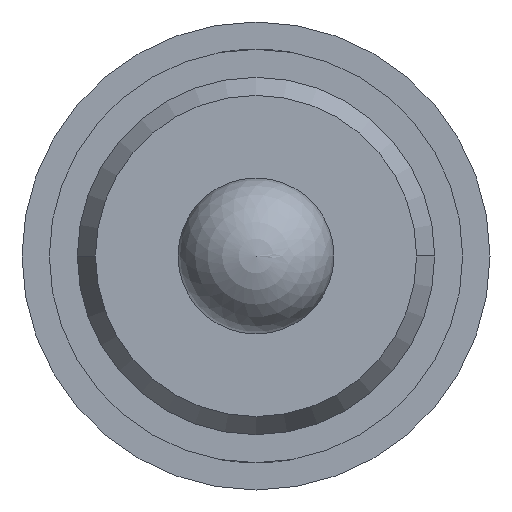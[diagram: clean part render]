
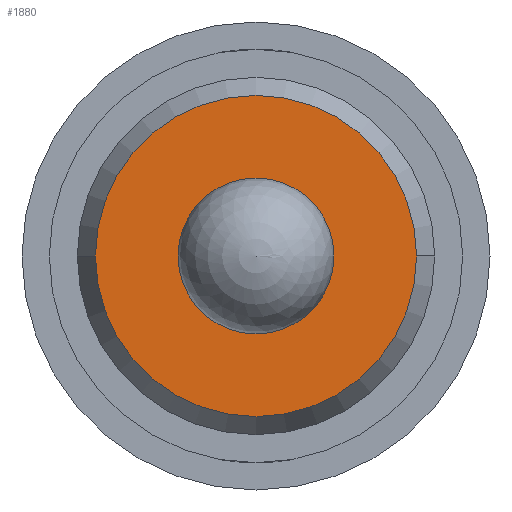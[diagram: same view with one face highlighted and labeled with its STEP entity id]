
A CAD part, front view. The second image highlights one B-rep face of the part: STEP entity #1880.
In plain terms, the highlighted planar face has unit normal (0, -1, 0).
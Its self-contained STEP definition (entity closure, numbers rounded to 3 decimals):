
#50 = EDGE_LOOP ( 'NONE', ( #4547, #1299 ) ) ;
#175 = CIRCLE ( 'NONE', #3725, 0.5 ) ;
#316 = CARTESIAN_POINT ( 'NONE',  ( 0., -28.6, -0.5 ) ) ;
#334 = DIRECTION ( 'NONE',  ( 0., 1., 0. ) ) ;
#441 = DIRECTION ( 'NONE',  ( 1., 0., 0. ) ) ;
#482 = FACE_OUTER_BOUND ( 'NONE', #50, .T. ) ;
#533 = DIRECTION ( 'NONE',  ( 1., 0., 0. ) ) ;
#803 = VERTEX_POINT ( 'NONE', #5306 ) ;
#860 = CARTESIAN_POINT ( 'NONE',  ( -1.145, -28.6, 0. ) ) ;
#1025 = EDGE_CURVE ( 'Defeature ausgef�hrt1_17+Defeature ausgef�hrt1_16+Defeature ausgef�hrt1_16+Defeature ausgef�hrt1_16', #2190, #803, #1839, .T. ) ;
#1039 = DIRECTION ( 'NONE',  ( 0., 0., -1. ) ) ;
#1136 = EDGE_CURVE ( 'Defeature ausgef�hrt1_17+Defeature ausgef�hrt1_16+Defeature ausgef�hrt1_16+Defeature ausgef�hrt1_16', #803, #2190, #1229, .T. ) ;
#1229 = CIRCLE ( 'NONE', #1982, 1.03 ) ;
#1299 = ORIENTED_EDGE ( 'NONE', *, *, #1136, .T. ) ;
#1322 = DIRECTION ( 'NONE',  ( 0., -1., 0. ) ) ;
#1488 = VERTEX_POINT ( 'NONE', #3217 ) ;
#1839 = CIRCLE ( 'NONE', #3386, 1.03 ) ;
#1876 = ORIENTED_EDGE ( 'NONE', *, *, #2666, .T. ) ;
#1880 = ADVANCED_FACE ( 'Defeature ausgef�hrt1_17', ( #4022, #482 ), #3462, .T. ) ;
#1982 = AXIS2_PLACEMENT_3D ( 'NONE', #4064, #3189, #3230 ) ;
#2013 = DIRECTION ( 'NONE',  ( 0., 0., -1. ) ) ;
#2047 = EDGE_LOOP ( 'NONE', ( #3251, #1876 ) ) ;
#2146 = VERTEX_POINT ( 'NONE', #316 ) ;
#2190 = VERTEX_POINT ( 'NONE', #5625 ) ;
#2590 = DIRECTION ( 'NONE',  ( 0., -1., 0. ) ) ;
#2666 = EDGE_CURVE ( 'Defeature ausgef�hrt1_17+Defeature ausgef�hrt1_14+Defeature ausgef�hrt1_14+Defeature ausgef�hrt1_14', #2146, #1488, #2668, .T. ) ;
#2668 = CIRCLE ( 'NONE', #3502, 0.5 ) ;
#2919 = CARTESIAN_POINT ( 'NONE',  ( 0., -28.6, 0. ) ) ;
#3189 = DIRECTION ( 'NONE',  ( 0., -1., 0. ) ) ;
#3217 = CARTESIAN_POINT ( 'NONE',  ( 0., -28.6, 0.5 ) ) ;
#3230 = DIRECTION ( 'NONE',  ( 1., 0., 0. ) ) ;
#3251 = ORIENTED_EDGE ( 'NONE', *, *, #4278, .T. ) ;
#3333 = CARTESIAN_POINT ( 'NONE',  ( 0., -28.6, 0. ) ) ;
#3386 = AXIS2_PLACEMENT_3D ( 'NONE', #3944, #1322, #533 ) ;
#3462 = PLANE ( 'NONE',  #4526 ) ;
#3502 = AXIS2_PLACEMENT_3D ( 'NONE', #2919, #334, #1039 ) ;
#3725 = AXIS2_PLACEMENT_3D ( 'NONE', #3333, #5592, #2013 ) ;
#3944 = CARTESIAN_POINT ( 'NONE',  ( 0., -28.6, 0. ) ) ;
#4022 = FACE_BOUND ( 'NONE', #2047, .T. ) ;
#4064 = CARTESIAN_POINT ( 'NONE',  ( 0., -28.6, 0. ) ) ;
#4278 = EDGE_CURVE ( 'Defeature ausgef�hrt1_17+Defeature ausgef�hrt1_14+Defeature ausgef�hrt1_14+Defeature ausgef�hrt1_14', #1488, #2146, #175, .T. ) ;
#4526 = AXIS2_PLACEMENT_3D ( 'NONE', #860, #2590, #441 ) ;
#4547 = ORIENTED_EDGE ( 'NONE', *, *, #1025, .T. ) ;
#5306 = CARTESIAN_POINT ( 'NONE',  ( 1.03, -28.6, 0. ) ) ;
#5592 = DIRECTION ( 'NONE',  ( 0., 1., 0. ) ) ;
#5625 = CARTESIAN_POINT ( 'NONE',  ( -1.03, -28.6, 0. ) ) ;
